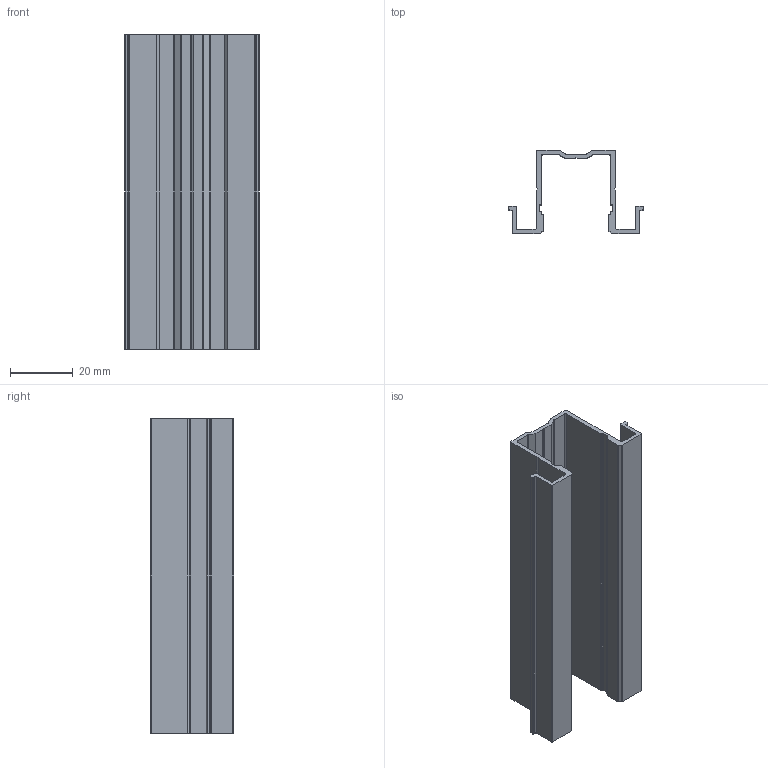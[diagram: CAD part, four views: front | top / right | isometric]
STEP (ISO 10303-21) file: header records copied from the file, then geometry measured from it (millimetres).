
FILE_DESCRIPTION (( 'STEP AP214' ), '1' );
FILE_NAME ('Reduktor 40_20.STEP', '2024-12-20T13:46:25', ( '' ), ( '' ), 'SwSTEP 2.0', 'SolidWorks 2019', '' );
FILE_SCHEMA (( 'AUTOMOTIVE_DESIGN' ));
Length unit declared in the file: millimetre
Products named in the file (1): Reduktor 40_20
Bounding box: 42.8 x 26.5 x 100 mm (x, y, z)
Volume: 15316.4 mm3; surface area: 22345 mm2
Topology: 1 solids, 1 shells, 95 faces, 279 edges, 186 vertices
Faces by surface type: plane 51, cylinder 44
Entity records: 3215 total; most frequent: CARTESIAN_POINT 561, DIRECTION 559, ORIENTED_EDGE 558, EDGE_CURVE 279, LINE 191, VECTOR 191, VERTEX_POINT 186, AXIS2_PLACEMENT_3D 184
